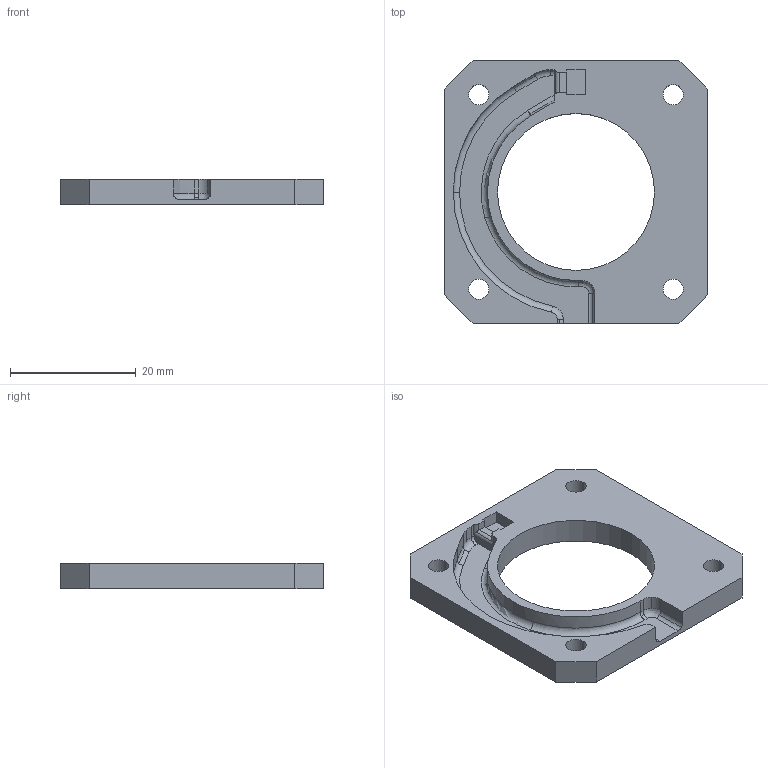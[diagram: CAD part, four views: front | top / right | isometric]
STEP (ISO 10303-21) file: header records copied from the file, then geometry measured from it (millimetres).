
FILE_DESCRIPTION (( 'STEP AP214' ), '1' );
FILE_NAME ('Hall Effect Stepper Mount.STEP', '2021-03-12T15:19:53', ( '' ), ( '' ), 'SwSTEP 2.0', 'SolidWorks 2019', '' );
FILE_SCHEMA (( 'AUTOMOTIVE_DESIGN' ));
Length unit declared in the file: millimetre
Products named in the file (1): Hall Effect Stepper Mount
Bounding box: 42 x 42 x 4 mm (x, y, z)
Volume: 3841.2 mm3; surface area: 3816.9 mm2
Topology: 1 solids, 1 shells, 70 faces, 192 edges, 124 vertices
Faces by surface type: cylinder 37, plane 26, torus 6, bspline 1
Entity records: 2322 total; most frequent: CARTESIAN_POINT 443, DIRECTION 400, ORIENTED_EDGE 384, EDGE_CURVE 192, AXIS2_PLACEMENT_3D 146, VERTEX_POINT 124, LINE 108, VECTOR 108
